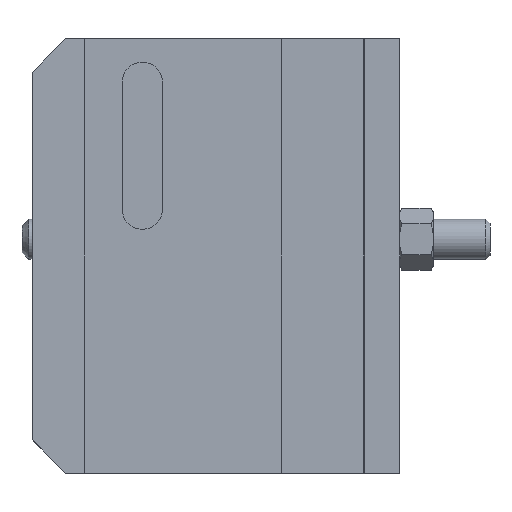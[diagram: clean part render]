
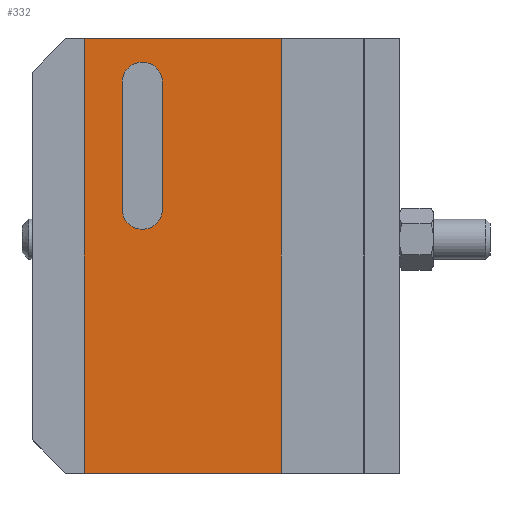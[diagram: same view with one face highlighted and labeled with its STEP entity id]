
A CAD part, left-side view. The second image highlights one B-rep face of the part: STEP entity #332.
In plain terms, the highlighted planar face has unit normal (-1, 0, 0).
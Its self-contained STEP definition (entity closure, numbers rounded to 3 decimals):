
#332=ADVANCED_FACE('',(#550,#551),#477,.T.);
#477=PLANE('',#2996);
#529=CIRCLE('',#2994,3.);
#530=CIRCLE('',#2995,3.);
#550=FACE_BOUND('',#660,.T.);
#551=FACE_BOUND('',#661,.T.);
#660=EDGE_LOOP('',(#1265,#1266,#1267,#1268));
#661=EDGE_LOOP('',(#1269,#1270,#1271,#1272));
#1265=ORIENTED_EDGE('',*,*,#2122,.T.);
#1266=ORIENTED_EDGE('',*,*,#2123,.F.);
#1267=ORIENTED_EDGE('',*,*,#2124,.F.);
#1268=ORIENTED_EDGE('',*,*,#2125,.F.);
#1269=ORIENTED_EDGE('',*,*,#1936,.T.);
#1270=ORIENTED_EDGE('',*,*,#2117,.T.);
#1271=ORIENTED_EDGE('',*,*,#1957,.T.);
#1272=ORIENTED_EDGE('',*,*,#2121,.F.);
#1642=VERTEX_POINT('',#4062);
#1643=VERTEX_POINT('',#4064);
#1661=VERTEX_POINT('',#4103);
#1662=VERTEX_POINT('',#4105);
#1752=VERTEX_POINT('',#4432);
#1753=VERTEX_POINT('',#4433);
#1754=VERTEX_POINT('',#4435);
#1755=VERTEX_POINT('',#4437);
#1936=EDGE_CURVE('',#1643,#1642,#2320,.T.);
#1957=EDGE_CURVE('',#1662,#1661,#2341,.T.);
#2117=EDGE_CURVE('',#1642,#1662,#2479,.T.);
#2121=EDGE_CURVE('',#1643,#1661,#2483,.T.);
#2122=EDGE_CURVE('',#1752,#1753,#2484,.T.);
#2123=EDGE_CURVE('',#1754,#1753,#529,.T.);
#2124=EDGE_CURVE('',#1755,#1754,#2485,.T.);
#2125=EDGE_CURVE('',#1752,#1755,#530,.T.);
#2320=LINE('',#4063,#2641);
#2341=LINE('',#4104,#2662);
#2479=LINE('',#4422,#2800);
#2483=LINE('',#4429,#2804);
#2484=LINE('',#4431,#2805);
#2485=LINE('',#4436,#2806);
#2641=VECTOR('',#3260,1.);
#2662=VECTOR('',#3283,1.);
#2800=VECTOR('',#3601,1.);
#2804=VECTOR('',#3611,1.);
#2805=VECTOR('',#3614,1.);
#2806=VECTOR('',#3617,1.);
#2994=AXIS2_PLACEMENT_3D('',#4434,#3615,#3616);
#2995=AXIS2_PLACEMENT_3D('',#4438,#3618,#3619);
#2996=AXIS2_PLACEMENT_3D('',#4439,#3620,#3621);
#3260=DIRECTION('',(0.,1.,0.));
#3283=DIRECTION('',(0.,-1.,0.));
#3601=DIRECTION('',(0.,0.,-1.));
#3611=DIRECTION('',(0.,0.,-1.));
#3614=DIRECTION('',(0.,0.,-1.));
#3615=DIRECTION('',(-1.,0.,0.));
#3616=DIRECTION('',(0.,-1.,0.));
#3617=DIRECTION('',(0.,0.,-1.));
#3618=DIRECTION('',(-1.,0.,0.));
#3619=DIRECTION('',(0.,-1.,0.));
#3620=DIRECTION('',(-1.,0.,0.));
#3621=DIRECTION('',(0.,-1.,0.));
#4062=CARTESIAN_POINT('',(-26.825,21.04,45.));
#4063=CARTESIAN_POINT('',(-26.825,27.5,45.));
#4064=CARTESIAN_POINT('',(-26.825,-10.4,45.));
#4103=CARTESIAN_POINT('',(-26.825,-10.4,-20.));
#4104=CARTESIAN_POINT('',(-26.825,27.5,-20.));
#4105=CARTESIAN_POINT('',(-26.825,21.04,-20.));
#4422=CARTESIAN_POINT('',(-26.825,21.04,67.));
#4429=CARTESIAN_POINT('',(-26.825,-10.4,67.));
#4431=CARTESIAN_POINT('',(-26.825,8.,29.));
#4432=CARTESIAN_POINT('',(-26.825,8.,38.5));
#4433=CARTESIAN_POINT('',(-26.825,8.,19.5));
#4434=CARTESIAN_POINT('',(-26.825,11.,19.5));
#4435=CARTESIAN_POINT('',(-26.825,14.,19.5));
#4436=CARTESIAN_POINT('',(-26.825,14.,29.));
#4437=CARTESIAN_POINT('',(-26.825,14.,38.5));
#4438=CARTESIAN_POINT('',(-26.825,11.,38.5));
#4439=CARTESIAN_POINT('',(-26.825,-10.4,67.));
